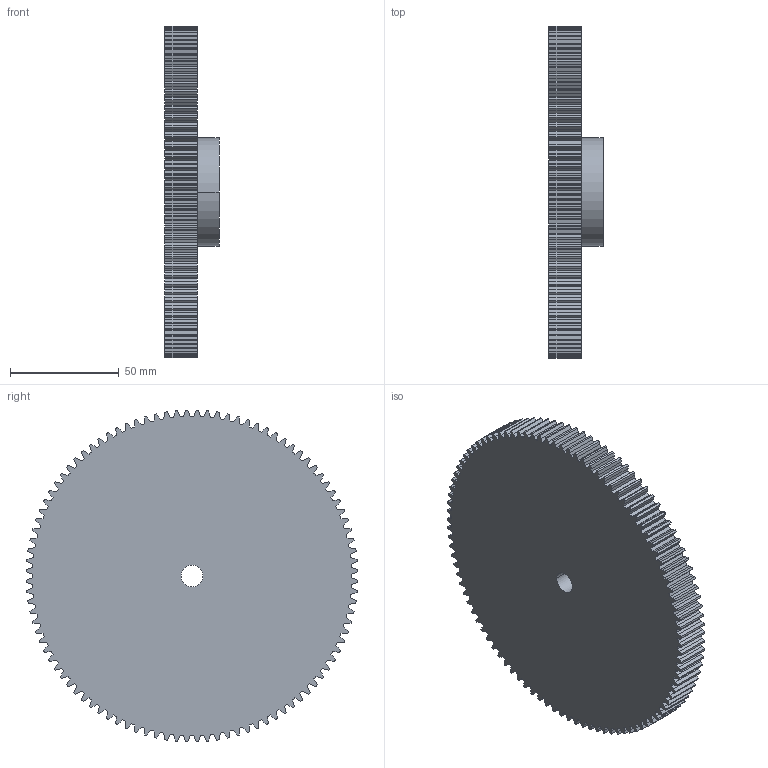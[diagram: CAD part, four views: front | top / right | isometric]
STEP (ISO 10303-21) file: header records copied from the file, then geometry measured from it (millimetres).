
FILE_DESCRIPTION( ( '' ), '1' );
FILE_NAME( 'artikel_nr___29510000.stp', '2007-11-07T02:06:11', ( '' ), ( '' ), ' ', ' ', ' ' );
FILE_SCHEMA( ( 'automotive_design' ) );
Length unit declared in the file: millimetre
Products named in the file (1): 1
Bounding box: 25 x 152.95 x 152.95 mm (x, y, z)
Volume: 281528.5 mm3; surface area: 50755.9 mm2
Topology: 1 solids, 1 shells, 607 faces, 1812 edges, 1208 vertices
Faces by surface type: plane 403, cylinder 204
Entity records: 40358 total; most frequent: STYLED_ITEM 3628, PRESENTATION_STYLE_ASSIGNMENT 3628, CARTESIAN_POINT 3628, COLOUR_RGB 3628, ORIENTED_EDGE 3624, DIRECTION 3436, EDGE_CURVE 1812, CURVE_STYLE 1812
